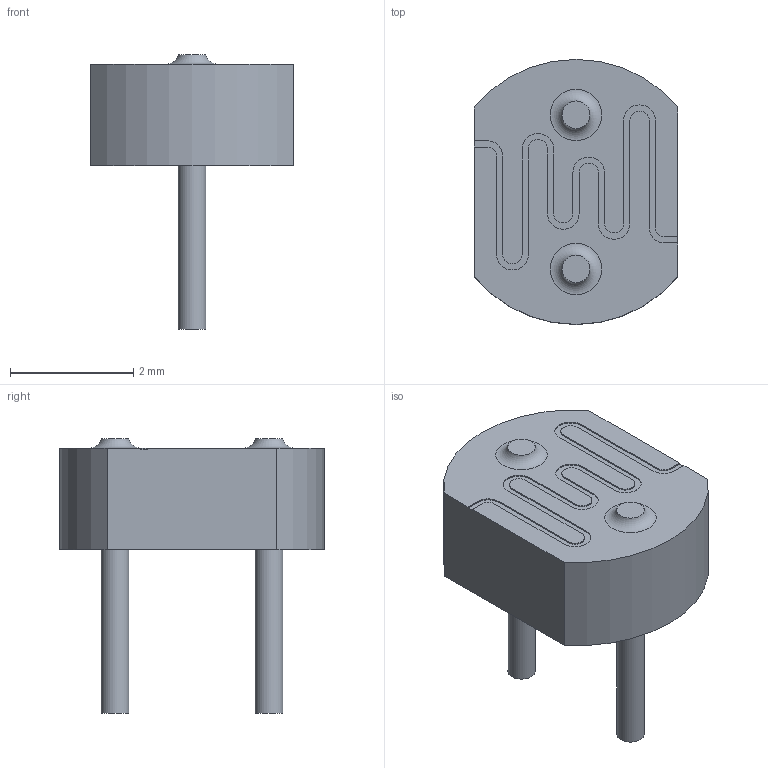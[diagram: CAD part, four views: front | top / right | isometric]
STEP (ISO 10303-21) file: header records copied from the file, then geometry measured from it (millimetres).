
FILE_DESCRIPTION(/* description */ (''),/* implementation_level */ '2;1');
FILE_NAME(/* name */ 'Advanced Photonix NSL-19M51.step',/* time_stamp */ '2022-03-03T12:27:35+00:00',/* author */ (''),/* organization */ (''),/* preprocessor_version */ 'ST-DEVELOPER v18.1',/* originating_system */ 'Autodesk Translation Framework v10.13.0.1454',/* authorisation */ '');
FILE_SCHEMA (('AUTOMOTIVE_DESIGN { 1 0 10303 214 3 1 1 }'));
Length unit declared in the file: millimetre
Products named in the file (1): NSL-19M51
Bounding box: 3.3 x 4.3 x 4.45 mm (x, y, z)
Volume: 21.7 mm3; surface area: 55.1 mm2
Topology: 1 solids, 1 shells, 74 faces, 204 edges, 136 vertices
Faces by surface type: plane 40, cylinder 32, torus 2
Full cylindrical faces by diameter (mm): 0.45 x2
Entity records: 2438 total; most frequent: DIRECTION 424, CARTESIAN_POINT 415, ORIENTED_EDGE 408, EDGE_CURVE 204, AXIS2_PLACEMENT_3D 145, VERTEX_POINT 136, LINE 134, VECTOR 134
